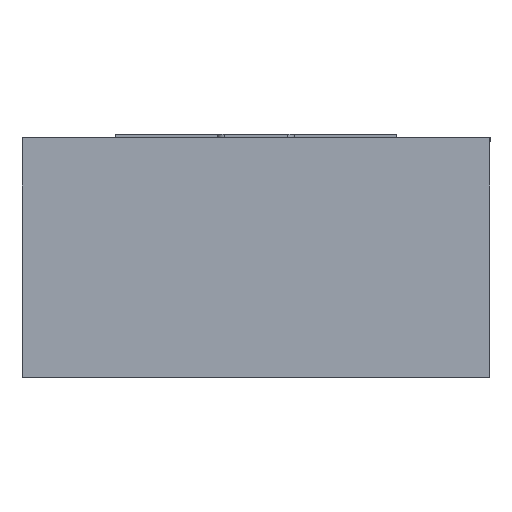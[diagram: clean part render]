
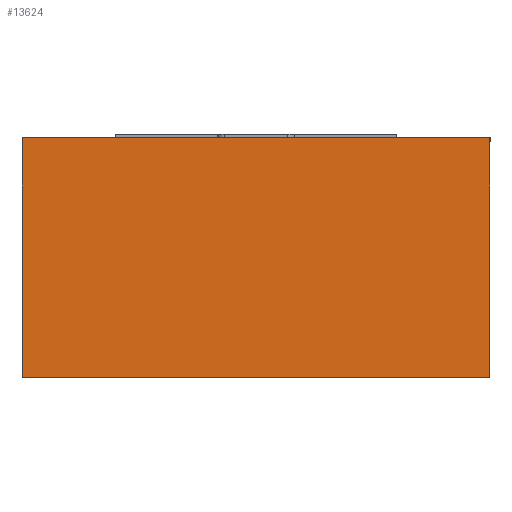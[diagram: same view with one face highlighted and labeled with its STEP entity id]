
A CAD part, front view. The second image highlights one B-rep face of the part: STEP entity #13624.
In plain terms, the highlighted planar face has unit normal (0, -1, 0).
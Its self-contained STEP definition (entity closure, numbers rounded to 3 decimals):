
#810 = ORIENTED_EDGE ( 'NONE', *, *, #7821, .T. ) ;
#860 = VERTEX_POINT ( 'NONE', #14860 ) ;
#1148 = DIRECTION ( 'NONE',  ( 1., 0., 0. ) ) ;
#2011 = LINE ( 'NONE', #15366, #5142 ) ;
#2062 = VERTEX_POINT ( 'NONE', #2905 ) ;
#2905 = CARTESIAN_POINT ( 'NONE',  ( -200., -320., 205. ) ) ;
#3113 = ORIENTED_EDGE ( 'NONE', *, *, #6349, .F. ) ;
#3444 = DIRECTION ( 'NONE',  ( 0., 0., 1. ) ) ;
#3957 = ORIENTED_EDGE ( 'NONE', *, *, #16559, .F. ) ;
#4477 = DIRECTION ( 'NONE',  ( 0., 0., -1. ) ) ;
#4720 = CARTESIAN_POINT ( 'NONE',  ( -200., -320., 205. ) ) ;
#5142 = VECTOR ( 'NONE', #6075, 1000. ) ;
#5770 = VERTEX_POINT ( 'NONE', #16607 ) ;
#6036 = CARTESIAN_POINT ( 'NONE',  ( -200., -320., 205. ) ) ;
#6075 = DIRECTION ( 'NONE',  ( 1., 0., 0. ) ) ;
#6349 = EDGE_CURVE ( 'NONE', #8868, #5770, #9020, .T. ) ;
#7447 = DIRECTION ( 'NONE',  ( 0., 0., -1. ) ) ;
#7821 = EDGE_CURVE ( 'NONE', #860, #5770, #9202, .T. ) ;
#8350 = VECTOR ( 'NONE', #1148, 1000. ) ;
#8868 = VERTEX_POINT ( 'NONE', #10106 ) ;
#8888 = FACE_OUTER_BOUND ( 'NONE', #16232, .T. ) ;
#9020 = LINE ( 'NONE', #11241, #13763 ) ;
#9044 = LINE ( 'NONE', #6036, #15585 ) ;
#9202 = LINE ( 'NONE', #16320, #8350 ) ;
#10106 = CARTESIAN_POINT ( 'NONE',  ( 200., -320., 205. ) ) ;
#11241 = CARTESIAN_POINT ( 'NONE',  ( 200., -320., 205. ) ) ;
#11526 = DIRECTION ( 'NONE',  ( 0., 1., 0. ) ) ;
#12352 = ORIENTED_EDGE ( 'NONE', *, *, #15922, .T. ) ;
#13624 = ADVANCED_FACE ( 'NONE', ( #8888 ), #16723, .F. ) ;
#13763 = VECTOR ( 'NONE', #4477, 1000. ) ;
#14113 = AXIS2_PLACEMENT_3D ( 'NONE', #4720, #11526, #3444 ) ;
#14860 = CARTESIAN_POINT ( 'NONE',  ( -200., -320., 0. ) ) ;
#15366 = CARTESIAN_POINT ( 'NONE',  ( -200., -320., 205. ) ) ;
#15585 = VECTOR ( 'NONE', #7447, 1000. ) ;
#15922 = EDGE_CURVE ( 'NONE', #2062, #860, #9044, .T. ) ;
#16232 = EDGE_LOOP ( 'NONE', ( #810, #3113, #3957, #12352 ) ) ;
#16320 = CARTESIAN_POINT ( 'NONE',  ( -200., -320., 0. ) ) ;
#16559 = EDGE_CURVE ( 'NONE', #2062, #8868, #2011, .T. ) ;
#16607 = CARTESIAN_POINT ( 'NONE',  ( 200., -320., 0. ) ) ;
#16723 = PLANE ( 'NONE',  #14113 ) ;
